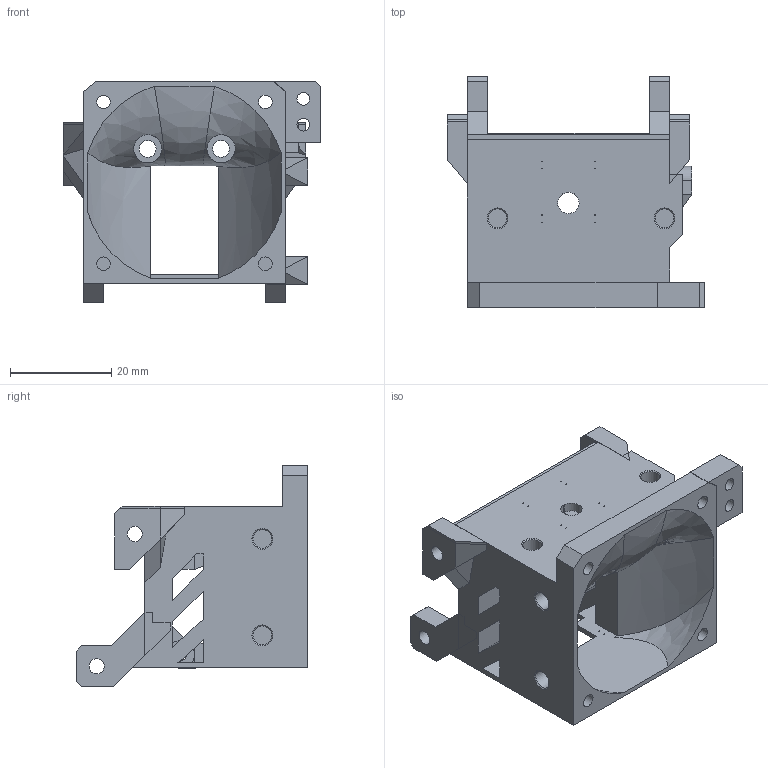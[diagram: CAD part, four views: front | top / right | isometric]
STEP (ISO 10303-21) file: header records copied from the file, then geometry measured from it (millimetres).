
FILE_DESCRIPTION(/* description */ (''),/* implementation_level */ '2;1');
FILE_NAME(/* name */ 'box chc bl touch 01.step',/* time_stamp */ '2022-10-09T22:41:44+03:00',/* author */ (''),/* organization */ (''),/* preprocessor_version */ 'ST-DEVELOPER v19',/* originating_system */ 'Autodesk Translation Framework v11.7.0.108',/* authorisation */ '');
FILE_SCHEMA (('AUTOMOTIVE_DESIGN { 1 0 10303 214 3 1 1 }'));
Length unit declared in the file: millimetre
Products named in the file (12): Box Crossbeam v9 fork ORBITER; bl touch mount; 91290A115_Alloy Steel Socket Head Screw; 91502A102_Blue-Dyed Zinc-Plated Alloy Steel Socket Head Screw; Box mount; Box munt top; Box mount CHC; NF Zone; CHC (1); EndStopper mount; CHC (2); CHC Pro (2)
Assembly tree (13 placements, depth 3):
  Box Crossbeam v9 fork ORBITER
    bl touch mount
      91290A115_Alloy Steel Socket Head Screw  x2
      91502A102_Blue-Dyed Zinc-Plated Alloy Steel Socket Head Screw  x2
    Box mount
      Box munt top
      Box mount CHC
    NF Zone
      CHC (1)
    EndStopper mount
      CHC (2)
      CHC Pro (2)
Bounding box: 51 x 45.84 x 43.82 mm (x, y, z)
Volume: 25672.5 mm3; surface area: 16265.1 mm2
Topology: 17 solids, 17 shells, 291 faces, 745 edges, 489 vertices
Faces by surface type: plane 239, cylinder 37, bspline 11, cone 4
Full cylindrical faces by diameter (mm): 2.5 x5, 2.7 x4, 3 x4, 3.3 x2, 3.7 x4, 5.5 x1, 5.6 x2
Entity records: 9637 total; most frequent: CARTESIAN_POINT 2239, ORIENTED_EDGE 1490, DIRECTION 1363, EDGE_CURVE 745, LINE 601, VECTOR 601, VERTEX_POINT 489, AXIS2_PLACEMENT_3D 381
